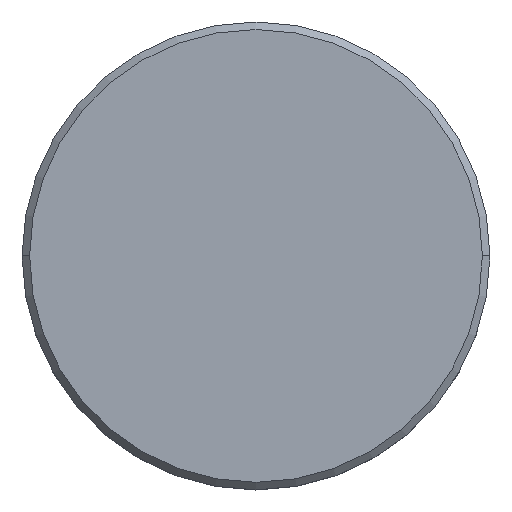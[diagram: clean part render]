
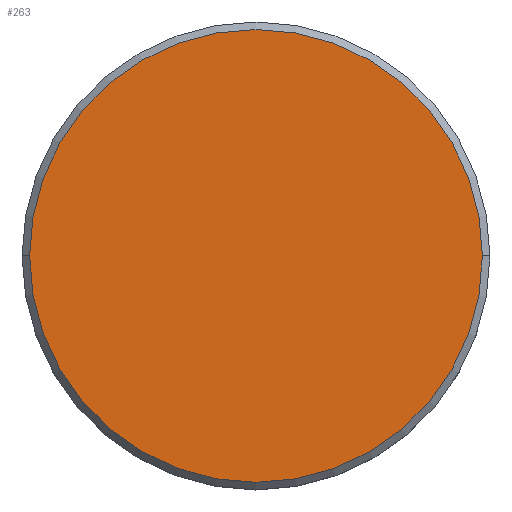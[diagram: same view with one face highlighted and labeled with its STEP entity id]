
A CAD part, top view. The second image highlights one B-rep face of the part: STEP entity #263.
In plain terms, the highlighted planar face has unit normal (0, 0, 1).
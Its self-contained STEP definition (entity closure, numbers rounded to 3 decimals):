
#23 = CARTESIAN_POINT ( 'NONE',  ( 0., 0., 0. ) ) ;
#31 = AXIS2_PLACEMENT_3D ( 'NONE', #23, #1013, #192 ) ;
#87 = AXIS2_PLACEMENT_3D ( 'NONE', #403, #506, #316 ) ;
#192 = DIRECTION ( 'NONE',  ( 1., 0., 0. ) ) ;
#261 = PLANE ( 'NONE',  #437 ) ;
#263 = ADVANCED_FACE ( 'NONE', ( #697 ), #261, .T. ) ;
#316 = DIRECTION ( 'NONE',  ( 1., 0., 0. ) ) ;
#326 = CIRCLE ( 'NONE', #31, 15. ) ;
#332 = CARTESIAN_POINT ( 'NONE',  ( -15., 0., 0. ) ) ;
#403 = CARTESIAN_POINT ( 'NONE',  ( 0., 0., 0. ) ) ;
#437 = AXIS2_PLACEMENT_3D ( 'NONE', #544, #977, #1162 ) ;
#458 = ORIENTED_EDGE ( 'NONE', *, *, #476, .T. ) ;
#476 = EDGE_CURVE ( 'NONE', #780, #934, #326, .T. ) ;
#493 = ORIENTED_EDGE ( 'NONE', *, *, #521, .T. ) ;
#506 = DIRECTION ( 'NONE',  ( 0., 0., 1. ) ) ;
#521 = EDGE_CURVE ( 'NONE', #934, #780, #937, .T. ) ;
#544 = CARTESIAN_POINT ( 'NONE',  ( 0., 0., 0. ) ) ;
#697 = FACE_OUTER_BOUND ( 'NONE', #1017, .T. ) ;
#780 = VERTEX_POINT ( 'NONE', #1056 ) ;
#934 = VERTEX_POINT ( 'NONE', #332 ) ;
#937 = CIRCLE ( 'NONE', #87, 15. ) ;
#977 = DIRECTION ( 'NONE',  ( 0., 0., 1. ) ) ;
#1013 = DIRECTION ( 'NONE',  ( 0., 0., 1. ) ) ;
#1017 = EDGE_LOOP ( 'NONE', ( #493, #458 ) ) ;
#1056 = CARTESIAN_POINT ( 'NONE',  ( 15., 0., 0. ) ) ;
#1162 = DIRECTION ( 'NONE',  ( 1., 0., 0. ) ) ;
